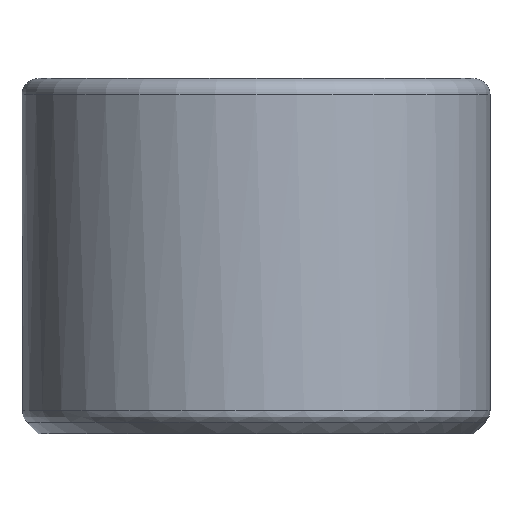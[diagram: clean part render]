
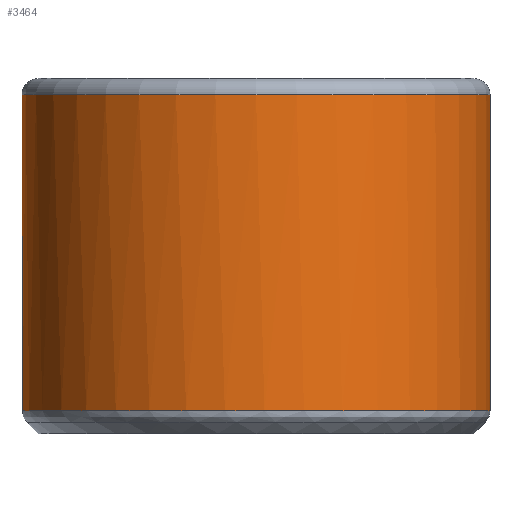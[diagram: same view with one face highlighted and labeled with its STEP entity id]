
A CAD part, front view. The second image highlights one B-rep face of the part: STEP entity #3464.
In plain terms, the highlighted cylindrical face has radius 14.5 mm (diameter 29 mm), a full revolution.
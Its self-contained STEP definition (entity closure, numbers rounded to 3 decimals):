
#484 = ( BOUNDED_SURFACE() B_SPLINE_SURFACE(2,14,(
    (#485,#486,#487,#488,#489,#490,#491,#492,#493,#494,#495,#496,#497
      ,#498,#499)
    ,(#500,#501,#502,#503,#504,#505,#506,#507,#508,#509,#510,#511,#512
      ,#513,#514)
    ,(#515,#516,#517,#518,#519,#520,#521,#522,#523,#524,#525,#526,#527
      ,#528,#529
)),.UNSPECIFIED.,.F.,.T.,.F.) B_SPLINE_SURFACE_WITH_KNOTS((3,3),(15,15),
  (0.,91.106),(0.,91.106),
.PIECEWISE_BEZIER_KNOTS.) GEOMETRIC_REPRESENTATION_ITEM() 
RATIONAL_B_SPLINE_SURFACE((
    (1.,1.,1.,1.,1.,1.
      ,1.,1.,1.,1.
      ,1.,1.,1.,1.,1.)
    ,(0.924,0.924,0.924,0.924
      ,0.924,0.924,0.924,0.924
      ,0.924,0.924,0.924,0.924
      ,0.924,0.924,0.924)
    ,(1.,1.,1.,1.,1.,1.
      ,1.,1.,1.,1.
      ,1.,1.,1.,1.,1.
))) REPRESENTATION_ITEM('') SURFACE() );
#485 = CARTESIAN_POINT('',(14.5,0.,1.414));
#486 = CARTESIAN_POINT('',(14.5,6.413,1.414
    ));
#487 = CARTESIAN_POINT('',(11.446,12.963,
    1.414));
#488 = CARTESIAN_POINT('',(5.121,17.943,1.414
    ));
#489 = CARTESIAN_POINT('',(-3.504,19.58,
    1.414));
#490 = CARTESIAN_POINT('',(-12.44,16.339,
    1.414));
#491 = CARTESIAN_POINT('',(-18.434,9.924,1.414
    ));
#492 = CARTESIAN_POINT('',(-22.226,0.,
    1.414));
#493 = CARTESIAN_POINT('',(-18.434,-9.924,
    1.414));
#494 = CARTESIAN_POINT('',(-12.44,-16.339,1.414
    ));
#495 = CARTESIAN_POINT('',(-3.504,-19.58,
    1.414));
#496 = CARTESIAN_POINT('',(5.121,-17.943,1.414
    ));
#497 = CARTESIAN_POINT('',(11.446,-12.963,
    1.414));
#498 = CARTESIAN_POINT('',(14.5,-6.413,
    1.414));
#499 = CARTESIAN_POINT('',(14.5,0.,1.414));
#500 = CARTESIAN_POINT('',(14.5,0.,1.));
#501 = CARTESIAN_POINT('',(14.5,6.413,1.));
#502 = CARTESIAN_POINT('',(11.446,12.963,1.));
#503 = CARTESIAN_POINT('',(5.121,17.943,1.));
#504 = CARTESIAN_POINT('',(-3.504,19.58,
    1.));
#505 = CARTESIAN_POINT('',(-12.44,16.339,1.
    ));
#506 = CARTESIAN_POINT('',(-18.434,9.924,1.)
  );
#507 = CARTESIAN_POINT('',(-22.226,0.,
    1.));
#508 = CARTESIAN_POINT('',(-18.434,-9.924,
    1.));
#509 = CARTESIAN_POINT('',(-12.44,-16.339,
    1.));
#510 = CARTESIAN_POINT('',(-3.504,-19.58,
    1.));
#511 = CARTESIAN_POINT('',(5.121,-17.943,1.));
#512 = CARTESIAN_POINT('',(11.446,-12.963,1.));
#513 = CARTESIAN_POINT('',(14.5,-6.413,1.));
#514 = CARTESIAN_POINT('',(14.5,0.,1.));
#515 = CARTESIAN_POINT('',(14.207,0.,0.707));
#516 = CARTESIAN_POINT('',(14.207,6.284,0.707
    ));
#517 = CARTESIAN_POINT('',(11.214,12.702,0.707
    ));
#518 = CARTESIAN_POINT('',(5.018,17.58,0.707
    ));
#519 = CARTESIAN_POINT('',(-3.434,19.184,
    0.707));
#520 = CARTESIAN_POINT('',(-12.188,16.009,
    0.707));
#521 = CARTESIAN_POINT('',(-18.061,9.724,0.707)
  );
#522 = CARTESIAN_POINT('',(-21.777,0.,
    0.707));
#523 = CARTESIAN_POINT('',(-18.061,-9.724,0.707)
  );
#524 = CARTESIAN_POINT('',(-12.188,-16.009,
    0.707));
#525 = CARTESIAN_POINT('',(-3.434,-19.184,0.707
    ));
#526 = CARTESIAN_POINT('',(5.018,-17.58,0.707)
  );
#527 = CARTESIAN_POINT('',(11.214,-12.702,
    0.707));
#528 = CARTESIAN_POINT('',(14.207,-6.284,
    0.707));
#529 = CARTESIAN_POINT('',(14.207,0.,
    0.707));
#1917 = VERTEX_POINT('',#1918);
#1918 = CARTESIAN_POINT('',(14.5,0.,1.414));
#1939 = EDGE_CURVE('',#1917,#1917,#1940,.T.);
#1940 = SURFACE_CURVE('',#1941,(#1957,#1964),.PCURVE_S1.);
#1941 = ( BOUNDED_CURVE() B_SPLINE_CURVE(14,(#1942,#1943,#1944,#1945,
    #1946,#1947,#1948,#1949,#1950,#1951,#1952,#1953,#1954,#1955,#1956),
.UNSPECIFIED.,.T.,.F.) B_SPLINE_CURVE_WITH_KNOTS((15,15),(
0.,91.106),.PIECEWISE_BEZIER_KNOTS.) CURVE() 
GEOMETRIC_REPRESENTATION_ITEM() RATIONAL_B_SPLINE_CURVE((1.,1.,
    1.,1.,1.,1.,
    1.,1.,1.,1.,
    1.,1.,1.,1.,1.)) 
REPRESENTATION_ITEM('') );
#1942 = CARTESIAN_POINT('',(14.5,0.,1.414));
#1943 = CARTESIAN_POINT('',(14.5,6.413,
    1.414));
#1944 = CARTESIAN_POINT('',(11.446,12.963,
    1.414));
#1945 = CARTESIAN_POINT('',(5.121,17.943,
    1.414));
#1946 = CARTESIAN_POINT('',(-3.504,19.58,
    1.414));
#1947 = CARTESIAN_POINT('',(-12.44,16.339,
    1.414));
#1948 = CARTESIAN_POINT('',(-18.434,9.924,
    1.414));
#1949 = CARTESIAN_POINT('',(-22.226,0.,
    1.414));
#1950 = CARTESIAN_POINT('',(-18.434,-9.924,
    1.414));
#1951 = CARTESIAN_POINT('',(-12.44,-16.339,
    1.414));
#1952 = CARTESIAN_POINT('',(-3.504,-19.58,
    1.414));
#1953 = CARTESIAN_POINT('',(5.121,-17.943,
    1.414));
#1954 = CARTESIAN_POINT('',(11.446,-12.963,
    1.414));
#1955 = CARTESIAN_POINT('',(14.5,-6.413,
    1.414));
#1956 = CARTESIAN_POINT('',(14.5,0.,1.414));
#1957 = PCURVE('',#484,#1958);
#1958 = DEFINITIONAL_REPRESENTATION('',(#1959),#1963);
#1959 = LINE('',#1960,#1961);
#1960 = CARTESIAN_POINT('',(0.,0.));
#1961 = VECTOR('',#1962,1.);
#1962 = DIRECTION('',(0.,1.));
#1963 = ( GEOMETRIC_REPRESENTATION_CONTEXT(2) 
PARAMETRIC_REPRESENTATION_CONTEXT() REPRESENTATION_CONTEXT('2D SPACE',''
  ) );
#1964 = PCURVE('',#1965,#1970);
#1965 = CYLINDRICAL_SURFACE('',#1966,14.5);
#1966 = AXIS2_PLACEMENT_3D('',#1967,#1968,#1969);
#1967 = CARTESIAN_POINT('',(0.,0.,0.));
#1968 = DIRECTION('',(-0.,-0.,-1.));
#1969 = DIRECTION('',(1.,0.,0.));
#1970 = DEFINITIONAL_REPRESENTATION('',(#1971),#1992);
#1971 = B_SPLINE_CURVE_WITH_KNOTS('',10,(#1972,#1973,#1974,#1975,#1976,
    #1977,#1978,#1979,#1980,#1981,#1982,#1983,#1984,#1985,#1986,#1987,
    #1988,#1989,#1990,#1991),.UNSPECIFIED.,.F.,.F.,(11,9,11),(
    0.,45.553,91.106),.UNSPECIFIED.);
#1972 = CARTESIAN_POINT('',(0.,-1.414));
#1973 = CARTESIAN_POINT('',(-0.31,-1.414));
#1974 = CARTESIAN_POINT('',(-0.624,-1.414));
#1975 = CARTESIAN_POINT('',(-0.94,-1.414));
#1976 = CARTESIAN_POINT('',(-1.256,-1.414));
#1977 = CARTESIAN_POINT('',(-1.57,-1.414));
#1978 = CARTESIAN_POINT('',(-1.885,-1.414));
#1979 = CARTESIAN_POINT('',(-2.199,-1.414));
#1980 = CARTESIAN_POINT('',(-2.513,-1.414));
#1981 = CARTESIAN_POINT('',(-2.827,-1.414));
#1982 = CARTESIAN_POINT('',(-3.456,-1.414));
#1983 = CARTESIAN_POINT('',(-3.77,-1.414));
#1984 = CARTESIAN_POINT('',(-4.084,-1.414));
#1985 = CARTESIAN_POINT('',(-4.398,-1.414));
#1986 = CARTESIAN_POINT('',(-4.713,-1.414));
#1987 = CARTESIAN_POINT('',(-5.027,-1.414));
#1988 = CARTESIAN_POINT('',(-5.343,-1.414));
#1989 = CARTESIAN_POINT('',(-5.659,-1.414));
#1990 = CARTESIAN_POINT('',(-5.974,-1.414));
#1991 = CARTESIAN_POINT('',(-6.283,-1.414));
#1992 = ( GEOMETRIC_REPRESENTATION_CONTEXT(2) 
PARAMETRIC_REPRESENTATION_CONTEXT() REPRESENTATION_CONTEXT('2D SPACE',''
  ) );
#3464 = ADVANCED_FACE('',(#3465),#1965,.T.);
#3465 = FACE_BOUND('',#3466,.F.);
#3466 = EDGE_LOOP('',(#3467,#3490,#3517,#3518));
#3467 = ORIENTED_EDGE('',*,*,#3468,.T.);
#3468 = EDGE_CURVE('',#1917,#3469,#3471,.T.);
#3469 = VERTEX_POINT('',#3470);
#3470 = CARTESIAN_POINT('',(14.5,0.,21.));
#3471 = SEAM_CURVE('',#3472,(#3476,#3483),.PCURVE_S1.);
#3472 = LINE('',#3473,#3474);
#3473 = CARTESIAN_POINT('',(14.5,0.,0.));
#3474 = VECTOR('',#3475,1.);
#3475 = DIRECTION('',(0.,0.,1.));
#3476 = PCURVE('',#1965,#3477);
#3477 = DEFINITIONAL_REPRESENTATION('',(#3478),#3482);
#3478 = LINE('',#3479,#3480);
#3479 = CARTESIAN_POINT('',(-0.,0.));
#3480 = VECTOR('',#3481,1.);
#3481 = DIRECTION('',(-0.,-1.));
#3482 = ( GEOMETRIC_REPRESENTATION_CONTEXT(2) 
PARAMETRIC_REPRESENTATION_CONTEXT() REPRESENTATION_CONTEXT('2D SPACE',''
  ) );
#3483 = PCURVE('',#1965,#3484);
#3484 = DEFINITIONAL_REPRESENTATION('',(#3485),#3489);
#3485 = LINE('',#3486,#3487);
#3486 = CARTESIAN_POINT('',(-6.283,0.));
#3487 = VECTOR('',#3488,1.);
#3488 = DIRECTION('',(-0.,-1.));
#3489 = ( GEOMETRIC_REPRESENTATION_CONTEXT(2) 
PARAMETRIC_REPRESENTATION_CONTEXT() REPRESENTATION_CONTEXT('2D SPACE',''
  ) );
#3490 = ORIENTED_EDGE('',*,*,#3491,.T.);
#3491 = EDGE_CURVE('',#3469,#3469,#3492,.T.);
#3492 = SURFACE_CURVE('',#3493,(#3498,#3505),.PCURVE_S1.);
#3493 = CIRCLE('',#3494,14.5);
#3494 = AXIS2_PLACEMENT_3D('',#3495,#3496,#3497);
#3495 = CARTESIAN_POINT('',(0.,0.,21.));
#3496 = DIRECTION('',(0.,0.,1.));
#3497 = DIRECTION('',(1.,0.,-0.));
#3498 = PCURVE('',#1965,#3499);
#3499 = DEFINITIONAL_REPRESENTATION('',(#3500),#3504);
#3500 = LINE('',#3501,#3502);
#3501 = CARTESIAN_POINT('',(-0.,-21.));
#3502 = VECTOR('',#3503,1.);
#3503 = DIRECTION('',(-1.,0.));
#3504 = ( GEOMETRIC_REPRESENTATION_CONTEXT(2) 
PARAMETRIC_REPRESENTATION_CONTEXT() REPRESENTATION_CONTEXT('2D SPACE',''
  ) );
#3505 = PCURVE('',#3506,#3511);
#3506 = TOROIDAL_SURFACE('',#3507,13.5,1.);
#3507 = AXIS2_PLACEMENT_3D('',#3508,#3509,#3510);
#3508 = CARTESIAN_POINT('',(0.,0.,21.));
#3509 = DIRECTION('',(0.,0.,1.));
#3510 = DIRECTION('',(1.,0.,-0.));
#3511 = DEFINITIONAL_REPRESENTATION('',(#3512),#3516);
#3512 = LINE('',#3513,#3514);
#3513 = CARTESIAN_POINT('',(0.,0.));
#3514 = VECTOR('',#3515,1.);
#3515 = DIRECTION('',(1.,0.));
#3516 = ( GEOMETRIC_REPRESENTATION_CONTEXT(2) 
PARAMETRIC_REPRESENTATION_CONTEXT() REPRESENTATION_CONTEXT('2D SPACE',''
  ) );
#3517 = ORIENTED_EDGE('',*,*,#3468,.F.);
#3518 = ORIENTED_EDGE('',*,*,#1939,.F.);
